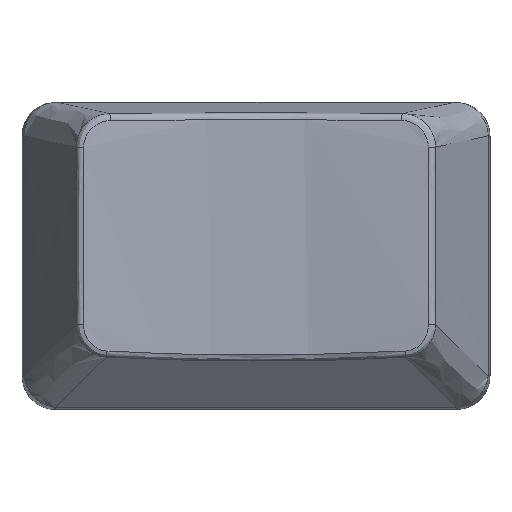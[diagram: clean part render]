
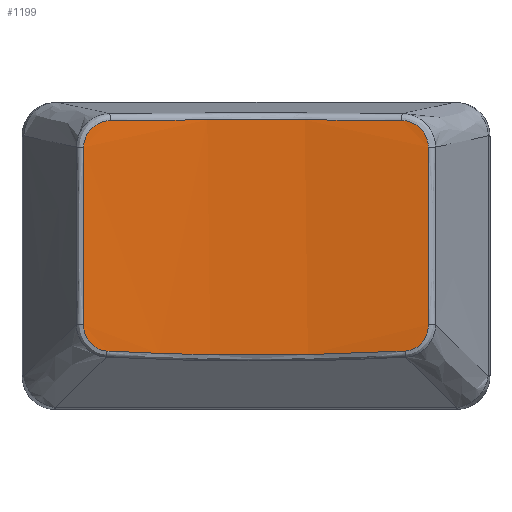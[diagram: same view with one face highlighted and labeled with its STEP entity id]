
A CAD part, top view. The second image highlights one B-rep face of the part: STEP entity #1199.
In plain terms, the highlighted free-form (B-spline) face has degree [1, 2] with [2, 3] control points.
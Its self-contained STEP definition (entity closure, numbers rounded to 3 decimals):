
#14=(
BOUNDED_SURFACE()
B_SPLINE_SURFACE(1,2,((#2784,#2785,#2786),(#2787,#2788,#2789)),
 .UNSPECIFIED.,.F.,.F.,.F.)
B_SPLINE_SURFACE_WITH_KNOTS((2,2),(3,3),(-0.147,0.064),
(-1.726,-1.416),.UNSPECIFIED.)
GEOMETRIC_REPRESENTATION_ITEM()
RATIONAL_B_SPLINE_SURFACE(((1.,0.988,1.),(1.,0.988,
1.)))
REPRESENTATION_ITEM('')
SURFACE()
);
#125=B_SPLINE_CURVE_WITH_KNOTS('',3,(#2511,#2512,#2513,#2514),
 .UNSPECIFIED.,.F.,.F.,(4,4),(0.,1.78),.UNSPECIFIED.);
#126=B_SPLINE_CURVE_WITH_KNOTS('',3,(#2542,#2543,#2544,#2545,#2546),
 .UNSPECIFIED.,.F.,.F.,(4,1,4),(0.,0.1,
0.233),.UNSPECIFIED.);
#127=B_SPLINE_CURVE_WITH_KNOTS('',3,(#2569,#2570,#2571,#2572),
 .UNSPECIFIED.,.F.,.F.,(4,4),(0.,1.049),.UNSPECIFIED.);
#129=B_SPLINE_CURVE_WITH_KNOTS('',3,(#2606,#2607,#2608,#2609,#2610),
 .UNSPECIFIED.,.F.,.F.,(4,1,4),(0.,0.143,
0.25),.UNSPECIFIED.);
#131=B_SPLINE_CURVE_WITH_KNOTS('',3,(#2638,#2639,#2640,#2641),
 .UNSPECIFIED.,.F.,.F.,(4,4),(0.,1.739),.UNSPECIFIED.);
#133=B_SPLINE_CURVE_WITH_KNOTS('',3,(#2675,#2676,#2677,#2678,#2679),
 .UNSPECIFIED.,.F.,.F.,(4,1,4),(0.,0.143,0.25),
 .UNSPECIFIED.);
#135=B_SPLINE_CURVE_WITH_KNOTS('',3,(#2706,#2707,#2708,#2709),
 .UNSPECIFIED.,.F.,.F.,(4,4),(0.,1.049),.UNSPECIFIED.);
#136=B_SPLINE_CURVE_WITH_KNOTS('',3,(#2735,#2736,#2737,#2738,#2739),
 .UNSPECIFIED.,.F.,.F.,(4,1,4),(0.,0.133,0.233),
 .UNSPECIFIED.);
#322=FACE_OUTER_BOUND('',#398,.T.);
#398=EDGE_LOOP('',(#980,#981,#982,#983,#984,#985,#986,#987));
#534=VERTEX_POINT('',#2507);
#535=VERTEX_POINT('',#2509);
#536=VERTEX_POINT('',#2540);
#537=VERTEX_POINT('',#2567);
#538=VERTEX_POINT('',#2598);
#540=VERTEX_POINT('',#2631);
#542=VERTEX_POINT('',#2667);
#544=VERTEX_POINT('',#2700);
#688=EDGE_CURVE('',#535,#534,#125,.T.);
#690=EDGE_CURVE('',#534,#536,#126,.T.);
#692=EDGE_CURVE('',#536,#537,#127,.T.);
#695=EDGE_CURVE('',#537,#538,#129,.T.);
#698=EDGE_CURVE('',#538,#540,#131,.T.);
#701=EDGE_CURVE('',#540,#542,#133,.T.);
#704=EDGE_CURVE('',#542,#544,#135,.T.);
#705=EDGE_CURVE('',#544,#535,#136,.T.);
#980=ORIENTED_EDGE('',*,*,#688,.F.);
#981=ORIENTED_EDGE('',*,*,#705,.F.);
#982=ORIENTED_EDGE('',*,*,#704,.F.);
#983=ORIENTED_EDGE('',*,*,#701,.F.);
#984=ORIENTED_EDGE('',*,*,#698,.F.);
#985=ORIENTED_EDGE('',*,*,#695,.F.);
#986=ORIENTED_EDGE('',*,*,#692,.F.);
#987=ORIENTED_EDGE('',*,*,#690,.F.);
#1199=ADVANCED_FACE('',(#322),#14,.T.);
#2507=CARTESIAN_POINT('',(-8.815,-5.636,7.894));
#2509=CARTESIAN_POINT('',(8.815,-5.636,7.894));
#2511=CARTESIAN_POINT('Ctrl Pts',(8.815,-5.636,7.894));
#2512=CARTESIAN_POINT('Ctrl Pts',(2.98,-5.956,7.104));
#2513=CARTESIAN_POINT('Ctrl Pts',(-2.98,-5.956,7.104));
#2514=CARTESIAN_POINT('Ctrl Pts',(-8.815,-5.636,7.894));
#2540=CARTESIAN_POINT('',(-10.198,-4.074,8.122));
#2542=CARTESIAN_POINT('Ctrl Pts',(-8.815,-5.636,7.894));
#2543=CARTESIAN_POINT('Ctrl Pts',(-9.142,-5.618,7.938));
#2544=CARTESIAN_POINT('Ctrl Pts',(-9.893,-5.302,8.052));
#2545=CARTESIAN_POINT('Ctrl Pts',(-10.198,-4.517,8.114));
#2546=CARTESIAN_POINT('Ctrl Pts',(-10.198,-4.074,8.122));
#2567=CARTESIAN_POINT('',(-10.195,6.416,8.304));
#2569=CARTESIAN_POINT('Ctrl Pts',(-10.198,-4.074,8.122));
#2570=CARTESIAN_POINT('Ctrl Pts',(-10.197,-0.577,8.183));
#2571=CARTESIAN_POINT('Ctrl Pts',(-10.196,2.919,8.244));
#2572=CARTESIAN_POINT('Ctrl Pts',(-10.195,6.416,8.304));
#2598=CARTESIAN_POINT('',(-8.617,7.998,8.105));
#2606=CARTESIAN_POINT('Ctrl Pts',(-10.195,6.416,8.304));
#2607=CARTESIAN_POINT('Ctrl Pts',(-10.194,6.892,8.313));
#2608=CARTESIAN_POINT('Ctrl Pts',(-9.791,7.713,8.263));
#2609=CARTESIAN_POINT('Ctrl Pts',(-8.969,7.994,8.152));
#2610=CARTESIAN_POINT('Ctrl Pts',(-8.617,7.998,8.105));
#2631=CARTESIAN_POINT('',(8.617,7.998,8.105));
#2638=CARTESIAN_POINT('Ctrl Pts',(-8.617,7.998,8.105));
#2639=CARTESIAN_POINT('Ctrl Pts',(-2.905,8.063,7.356));
#2640=CARTESIAN_POINT('Ctrl Pts',(2.905,8.063,7.356));
#2641=CARTESIAN_POINT('Ctrl Pts',(8.617,7.998,8.105));
#2667=CARTESIAN_POINT('',(10.195,6.416,8.304));
#2675=CARTESIAN_POINT('Ctrl Pts',(8.617,7.998,8.105));
#2676=CARTESIAN_POINT('Ctrl Pts',(9.086,7.992,8.167));
#2677=CARTESIAN_POINT('Ctrl Pts',(9.9,7.607,8.278));
#2678=CARTESIAN_POINT('Ctrl Pts',(10.194,6.773,8.311));
#2679=CARTESIAN_POINT('Ctrl Pts',(10.195,6.416,8.304));
#2700=CARTESIAN_POINT('',(10.198,-4.074,8.122));
#2706=CARTESIAN_POINT('Ctrl Pts',(10.195,6.416,8.304));
#2707=CARTESIAN_POINT('Ctrl Pts',(10.196,2.919,8.244));
#2708=CARTESIAN_POINT('Ctrl Pts',(10.197,-0.577,8.183));
#2709=CARTESIAN_POINT('Ctrl Pts',(10.198,-4.074,8.122));
#2735=CARTESIAN_POINT('Ctrl Pts',(10.198,-4.074,8.122));
#2736=CARTESIAN_POINT('Ctrl Pts',(10.198,-4.517,8.114));
#2737=CARTESIAN_POINT('Ctrl Pts',(9.893,-5.302,8.052));
#2738=CARTESIAN_POINT('Ctrl Pts',(9.142,-5.618,7.938));
#2739=CARTESIAN_POINT('Ctrl Pts',(8.815,-5.636,7.894));
#2784=CARTESIAN_POINT('Ctrl Pts',(10.198,-5.906,8.09));
#2785=CARTESIAN_POINT('Ctrl Pts',(0.,-5.878,
6.499));
#2786=CARTESIAN_POINT('Ctrl Pts',(-10.198,-5.906,8.09));
#2787=CARTESIAN_POINT('Ctrl Pts',(10.198,8.046,8.333));
#2788=CARTESIAN_POINT('Ctrl Pts',(0.,8.074,
6.743));
#2789=CARTESIAN_POINT('Ctrl Pts',(-10.198,8.046,8.333));
